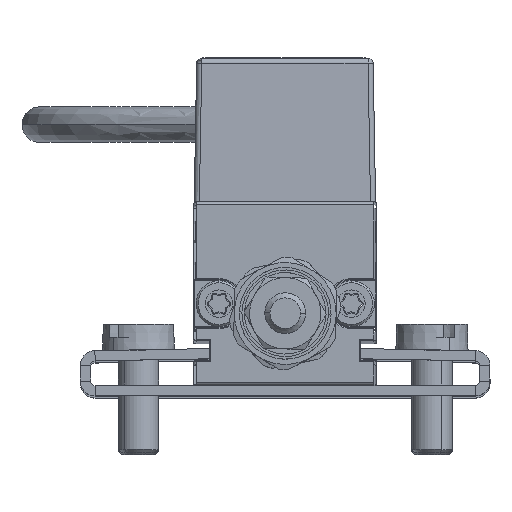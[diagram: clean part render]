
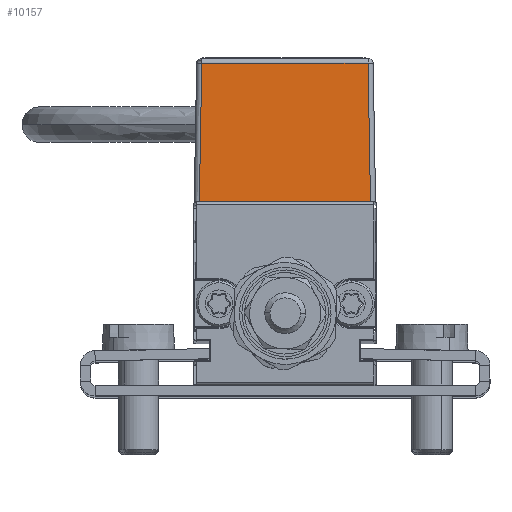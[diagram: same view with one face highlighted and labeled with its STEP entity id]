
A CAD part, top view. The second image highlights one B-rep face of the part: STEP entity #10157.
In plain terms, the highlighted planar face has unit normal (0, 0.018, 1).
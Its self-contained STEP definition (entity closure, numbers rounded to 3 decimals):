
#4984 = VERTEX_POINT ( 'NONE', #27144 ) ;
#9160 = EDGE_CURVE ( 'NONE', #4984, #30794, #27641, .T. ) ;
#9162 = EDGE_CURVE ( 'NONE', #25822, #4984, #27646, .T. ) ;
#9163 = EDGE_CURVE ( 'NONE', #25935, #25822, #27651, .T. ) ;
#9237 = EDGE_CURVE ( 'NONE', #30794, #25935, #27878, .T. ) ;
#10157 = ADVANCED_FACE ( 'NONE', ( #35960 ), #35961, .T. ) ;
#14976 = CARTESIAN_POINT ( 'NONE',  ( 8.366, 18., 182.784 ) ) ;
#15154 = CARTESIAN_POINT ( 'NONE',  ( -8.426, 18., 182.784 ) ) ;
#16415 = ORIENTED_EDGE ( 'NONE', *, *, #9163, .T. ) ;
#16783 = ORIENTED_EDGE ( 'NONE', *, *, #9160, .T. ) ;
#17086 = ORIENTED_EDGE ( 'NONE', *, *, #9162, .T. ) ;
#20888 = VECTOR ( 'NONE', #27643, 1000. ) ;
#20905 = VECTOR ( 'NONE', #27653, 1000. ) ;
#20927 = VECTOR ( 'NONE', #27650, 1000. ) ;
#24869 = ORIENTED_EDGE ( 'NONE', *, *, #9237, .T. ) ;
#25397 = CARTESIAN_POINT ( 'NONE',  ( -8.189, 31.583, 182.547 ) ) ;
#25822 = VERTEX_POINT ( 'NONE', #14976 ) ;
#25935 = VERTEX_POINT ( 'NONE', #15154 ) ;
#27144 = CARTESIAN_POINT ( 'NONE',  ( 8.129, 31.583, 182.547 ) ) ;
#27640 = CARTESIAN_POINT ( 'NONE',  ( 8.36, 18.302, 182.779 ) ) ;
#27641 = LINE ( 'NONE', #27642, #20888 ) ;
#27642 = CARTESIAN_POINT ( 'NONE',  ( -8.929, 31.583, 182.547 ) ) ;
#27643 = DIRECTION ( 'NONE',  ( -1., 0., 0. ) ) ;
#27646 = LINE ( 'NONE', #27640, #20927 ) ;
#27650 = DIRECTION ( 'NONE',  ( -0.017, 1., -0.017 ) ) ;
#27651 = LINE ( 'NONE', #27652, #20905 ) ;
#27652 = CARTESIAN_POINT ( 'NONE',  ( -8.929, 18., 182.784 ) ) ;
#27653 = DIRECTION ( 'NONE',  ( 1., 0., 0. ) ) ;
#27873 = CARTESIAN_POINT ( 'NONE',  ( -8.426, 17.991, 182.784 ) ) ;
#27878 = LINE ( 'NONE', #27873, #33322 ) ;
#27882 = DIRECTION ( 'NONE',  ( -0.017, -1., 0.017 ) ) ;
#30794 = VERTEX_POINT ( 'NONE', #25397 ) ;
#31987 = EDGE_LOOP ( 'NONE', ( #17086, #16783, #24869, #16415 ) ) ;
#33322 = VECTOR ( 'NONE', #27882, 1000. ) ;
#34447 = AXIS2_PLACEMENT_3D ( 'NONE', #35971, #35972, #35973 ) ;
#35960 = FACE_OUTER_BOUND ( 'NONE', #31987, .T. ) ;
#35961 = PLANE ( 'NONE',  #34447 ) ;
#35971 = CARTESIAN_POINT ( 'NONE',  ( -8.929, 18., 182.784 ) ) ;
#35972 = DIRECTION ( 'NONE',  ( 0., 0.017, 1. ) ) ;
#35973 = DIRECTION ( 'NONE',  ( 0., -1., 0.017 ) ) ;
